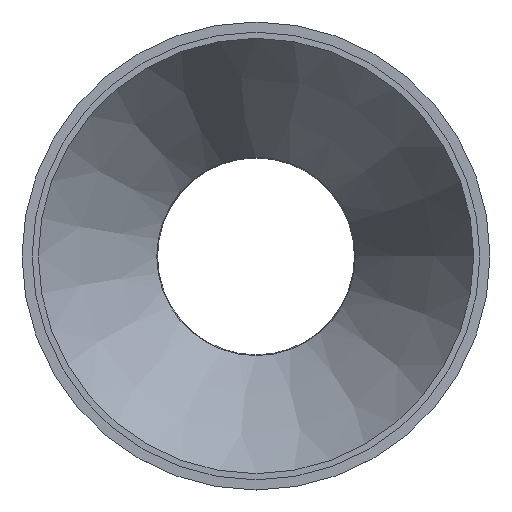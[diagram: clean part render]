
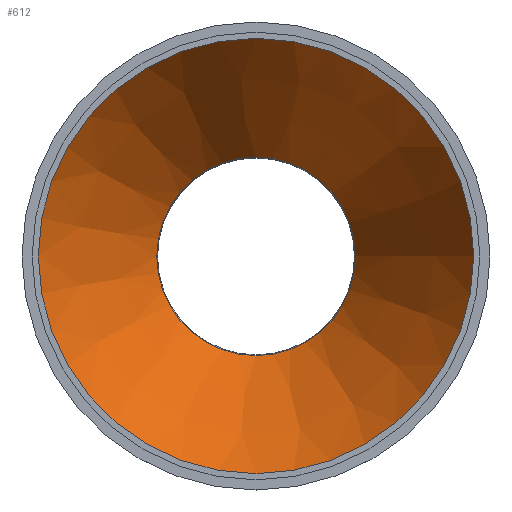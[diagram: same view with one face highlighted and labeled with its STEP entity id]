
A CAD part, top view. The second image highlights one B-rep face of the part: STEP entity #612.
In plain terms, the highlighted conical face has half-angle 31 degrees and reference radius 24.386 mm.
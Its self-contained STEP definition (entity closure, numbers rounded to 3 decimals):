
#416 = PLANE('',#417);
#417 = AXIS2_PLACEMENT_3D('',#418,#419,#420);
#418 = CARTESIAN_POINT('',(0.,0.,70.096));
#419 = DIRECTION('',(0.,0.,-1.));
#420 = DIRECTION('',(1.,0.,0.));
#525 = EDGE_CURVE('',#526,#526,#528,.T.);
#526 = VERTEX_POINT('',#527);
#527 = CARTESIAN_POINT('',(53.483,0.,
    70.096));
#528 = SURFACE_CURVE('',#529,(#534,#545),.PCURVE_S1.);
#529 = CIRCLE('',#530,53.483);
#530 = AXIS2_PLACEMENT_3D('',#531,#532,#533);
#531 = CARTESIAN_POINT('',(0.,0.,70.096));
#532 = DIRECTION('',(-0.,0.,1.));
#533 = DIRECTION('',(1.,0.,0.));
#534 = PCURVE('',#416,#535);
#535 = DEFINITIONAL_REPRESENTATION('',(#536),#544);
#536 = ( BOUNDED_CURVE() B_SPLINE_CURVE(2,(#537,#538,#539,#540,#541,#542
,#543),.UNSPECIFIED.,.T.,.F.) B_SPLINE_CURVE_WITH_KNOTS((1,2,2,2,2,1),(
    -2.094,0.,2.094,4.189,6.283,
8.378),.UNSPECIFIED.) CURVE() GEOMETRIC_REPRESENTATION_ITEM() 
RATIONAL_B_SPLINE_CURVE((1.,0.5,1.,0.5,1.,0.5,1.)) REPRESENTATION_ITEM(
  '') );
#537 = CARTESIAN_POINT('',(53.483,0.));
#538 = CARTESIAN_POINT('',(53.483,-92.636));
#539 = CARTESIAN_POINT('',(-26.742,-46.318));
#540 = CARTESIAN_POINT('',(-106.967,0.));
#541 = CARTESIAN_POINT('',(-26.742,46.318));
#542 = CARTESIAN_POINT('',(53.483,92.636));
#543 = CARTESIAN_POINT('',(53.483,0.));
#544 = ( GEOMETRIC_REPRESENTATION_CONTEXT(2) 
PARAMETRIC_REPRESENTATION_CONTEXT() REPRESENTATION_CONTEXT('2D SPACE',''
  ) );
#545 = PCURVE('',#546,#551);
#546 = CONICAL_SURFACE('',#547,24.386,0.541);
#547 = AXIS2_PLACEMENT_3D('',#548,#549,#550);
#548 = CARTESIAN_POINT('',(0.,0.,21.67));
#549 = DIRECTION('',(0.,0.,1.));
#550 = DIRECTION('',(1.,0.,0.));
#551 = DEFINITIONAL_REPRESENTATION('',(#552),#556);
#552 = LINE('',#553,#554);
#553 = CARTESIAN_POINT('',(-6.283,48.427));
#554 = VECTOR('',#555,1.);
#555 = DIRECTION('',(1.,-0.));
#556 = ( GEOMETRIC_REPRESENTATION_CONTEXT(2) 
PARAMETRIC_REPRESENTATION_CONTEXT() REPRESENTATION_CONTEXT('2D SPACE',''
  ) );
#612 = ADVANCED_FACE('',(#613),#546,.F.);
#613 = FACE_BOUND('',#614,.T.);
#614 = EDGE_LOOP('',(#615,#644,#665,#666));
#615 = ORIENTED_EDGE('',*,*,#616,.T.);
#616 = EDGE_CURVE('',#617,#617,#619,.T.);
#617 = VERTEX_POINT('',#618);
#618 = CARTESIAN_POINT('',(24.386,0.,
    21.67));
#619 = SURFACE_CURVE('',#620,(#625,#632),.PCURVE_S1.);
#620 = CIRCLE('',#621,24.386);
#621 = AXIS2_PLACEMENT_3D('',#622,#623,#624);
#622 = CARTESIAN_POINT('',(0.,0.,21.67));
#623 = DIRECTION('',(0.,0.,-1.));
#624 = DIRECTION('',(1.,0.,0.));
#625 = PCURVE('',#546,#626);
#626 = DEFINITIONAL_REPRESENTATION('',(#627),#631);
#627 = LINE('',#628,#629);
#628 = CARTESIAN_POINT('',(-0.,0.));
#629 = VECTOR('',#630,1.);
#630 = DIRECTION('',(-1.,0.));
#631 = ( GEOMETRIC_REPRESENTATION_CONTEXT(2) 
PARAMETRIC_REPRESENTATION_CONTEXT() REPRESENTATION_CONTEXT('2D SPACE',''
  ) );
#632 = PCURVE('',#633,#638);
#633 = TOROIDAL_SURFACE('',#634,25.5,1.3);
#634 = AXIS2_PLACEMENT_3D('',#635,#636,#637);
#635 = CARTESIAN_POINT('',(0.,0.,21.));
#636 = DIRECTION('',(0.,0.,-1.));
#637 = DIRECTION('',(1.,0.,0.));
#638 = DEFINITIONAL_REPRESENTATION('',(#639),#643);
#639 = LINE('',#640,#641);
#640 = CARTESIAN_POINT('',(0.,3.683));
#641 = VECTOR('',#642,1.);
#642 = DIRECTION('',(1.,0.));
#643 = ( GEOMETRIC_REPRESENTATION_CONTEXT(2) 
PARAMETRIC_REPRESENTATION_CONTEXT() REPRESENTATION_CONTEXT('2D SPACE',''
  ) );
#644 = ORIENTED_EDGE('',*,*,#645,.T.);
#645 = EDGE_CURVE('',#617,#526,#646,.T.);
#646 = SEAM_CURVE('',#647,(#651,#658),.PCURVE_S1.);
#647 = LINE('',#648,#649);
#648 = CARTESIAN_POINT('',(24.386,0.,
    21.67));
#649 = VECTOR('',#650,1.);
#650 = DIRECTION('',(0.515,0.,0.857));
#651 = PCURVE('',#546,#652);
#652 = DEFINITIONAL_REPRESENTATION('',(#653),#657);
#653 = LINE('',#654,#655);
#654 = CARTESIAN_POINT('',(-6.283,0.));
#655 = VECTOR('',#656,1.);
#656 = DIRECTION('',(-0.,1.));
#657 = ( GEOMETRIC_REPRESENTATION_CONTEXT(2) 
PARAMETRIC_REPRESENTATION_CONTEXT() REPRESENTATION_CONTEXT('2D SPACE',''
  ) );
#658 = PCURVE('',#546,#659);
#659 = DEFINITIONAL_REPRESENTATION('',(#660),#664);
#660 = LINE('',#661,#662);
#661 = CARTESIAN_POINT('',(-0.,0.));
#662 = VECTOR('',#663,1.);
#663 = DIRECTION('',(-0.,1.));
#664 = ( GEOMETRIC_REPRESENTATION_CONTEXT(2) 
PARAMETRIC_REPRESENTATION_CONTEXT() REPRESENTATION_CONTEXT('2D SPACE',''
  ) );
#665 = ORIENTED_EDGE('',*,*,#525,.T.);
#666 = ORIENTED_EDGE('',*,*,#645,.F.);
